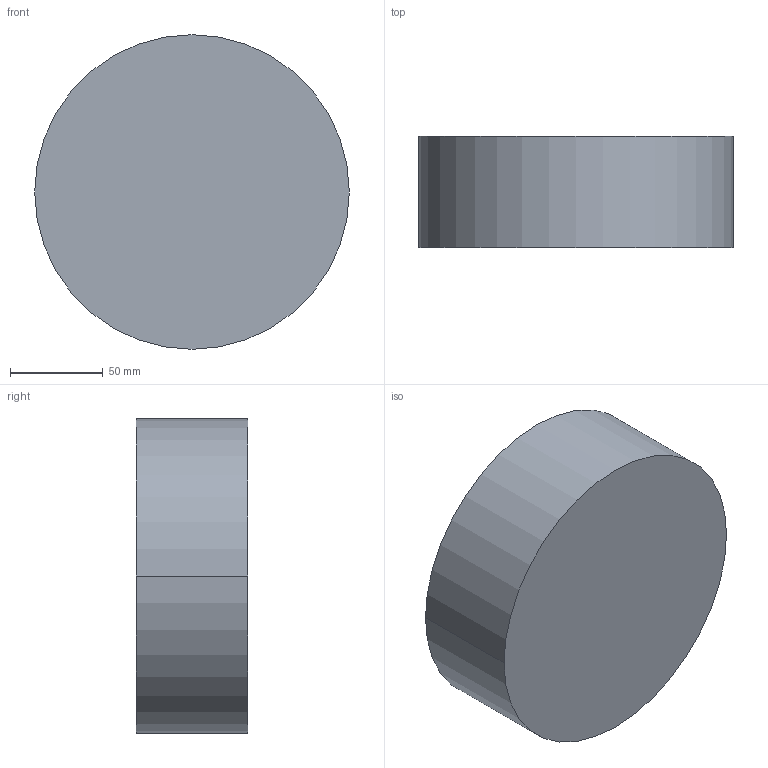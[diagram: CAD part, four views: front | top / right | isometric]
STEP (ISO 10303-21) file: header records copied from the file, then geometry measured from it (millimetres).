
FILE_DESCRIPTION (( 'STEP AP203' ), '1' );
FILE_NAME ('Base 16Dia.STEP', '2024-11-17T16:05:49', ( '' ), ( '' ), 'SwSTEP 2.0', 'SolidWorks 2023', '' );
FILE_SCHEMA (( 'CONFIG_CONTROL_DESIGN' ));
Length unit declared in the file: millimetre
Products named in the file (1): Base 16Dia
Bounding box: 170 x 60 x 170 mm (x, y, z)
Volume: 280897.3 mm3; surface area: 122330.2 mm2
Topology: 1 solids, 1 shells, 99 faces, 231 edges, 147 vertices
Faces by surface type: plane 48, cylinder 41, torus 6, cone 4
Entity records: 2922 total; most frequent: DIRECTION 527, CARTESIAN_POINT 478, ORIENTED_EDGE 462, EDGE_CURVE 231, AXIS2_PLACEMENT_3D 196, VERTEX_POINT 147, LINE 135, VECTOR 135
